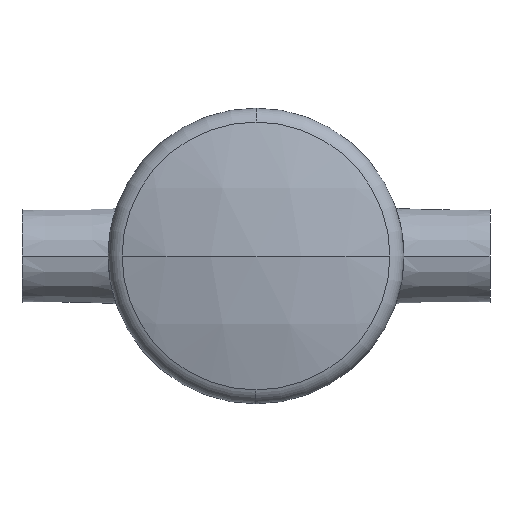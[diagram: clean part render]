
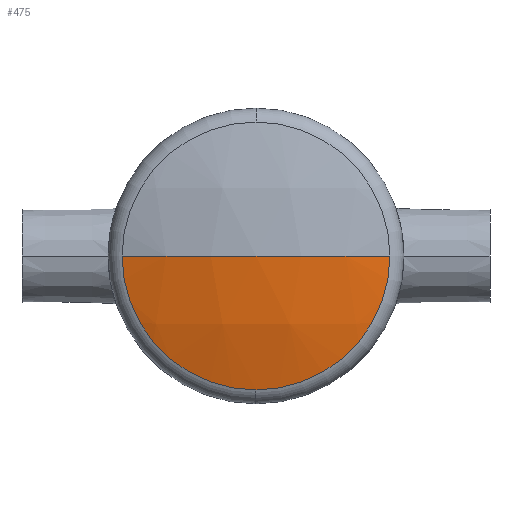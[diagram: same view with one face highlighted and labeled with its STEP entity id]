
A CAD part, left-side view. The second image highlights one B-rep face of the part: STEP entity #475.
In plain terms, the highlighted spherical face has radius 70 mm.
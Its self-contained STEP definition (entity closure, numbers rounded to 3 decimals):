
#27 = AXIS2_PLACEMENT_3D ( 'NONE', #41, #44, #765 ) ;
#33 = CARTESIAN_POINT ( 'NONE',  ( -40.379, -20.373, 0. ) ) ;
#36 = EDGE_CURVE ( 'NONE', #235, #189, #481, .T. ) ;
#41 = CARTESIAN_POINT ( 'NONE',  ( -40.379, 0., 0. ) ) ;
#44 = DIRECTION ( 'NONE',  ( -1., 0., 0. ) ) ;
#48 = ORIENTED_EDGE ( 'NONE', *, *, #600, .T. ) ;
#69 = CARTESIAN_POINT ( 'NONE',  ( 26.59, 0., 0. ) ) ;
#126 = CARTESIAN_POINT ( 'NONE',  ( -40.379, 0., 0. ) ) ;
#128 = AXIS2_PLACEMENT_3D ( 'NONE', #693, #546, #488 ) ;
#155 = CARTESIAN_POINT ( 'NONE',  ( -43.41, 0., 0. ) ) ;
#189 = VERTEX_POINT ( 'NONE', #155 ) ;
#235 = VERTEX_POINT ( 'NONE', #494 ) ;
#242 = DIRECTION ( 'NONE',  ( 0., 1., 0. ) ) ;
#266 = DIRECTION ( 'NONE',  ( 0., 0., 1. ) ) ;
#267 = ORIENTED_EDGE ( 'NONE', *, *, #36, .F. ) ;
#286 = CIRCLE ( 'NONE', #27, 20.373 ) ;
#292 = VERTEX_POINT ( 'NONE', #702 ) ;
#302 = ORIENTED_EDGE ( 'NONE', *, *, #613, .T. ) ;
#309 = ORIENTED_EDGE ( 'NONE', *, *, #555, .T. ) ;
#341 = EDGE_LOOP ( 'NONE', ( #48, #309, #302, #267 ) ) ;
#475 = ADVANCED_FACE ( 'NONE', ( #745 ), #611, .T. ) ;
#481 = CIRCLE ( 'NONE', #619, 70. ) ;
#488 = DIRECTION ( 'NONE',  ( 0., 1., 0. ) ) ;
#494 = CARTESIAN_POINT ( 'NONE',  ( -40.379, 20.373, 0. ) ) ;
#536 = DIRECTION ( 'NONE',  ( 0., 0., -1. ) ) ;
#546 = DIRECTION ( 'NONE',  ( 0., 0., -1. ) ) ;
#555 = EDGE_CURVE ( 'NONE', #292, #806, #286, .T. ) ;
#556 = CIRCLE ( 'NONE', #128, 70. ) ;
#600 = EDGE_CURVE ( 'NONE', #235, #292, #708, .T. ) ;
#611 = SPHERICAL_SURFACE ( 'NONE', #862, 70. ) ;
#613 = EDGE_CURVE ( 'NONE', #806, #189, #556, .T. ) ;
#619 = AXIS2_PLACEMENT_3D ( 'NONE', #69, #652, #916 ) ;
#652 = DIRECTION ( 'NONE',  ( 0., 0., 1. ) ) ;
#693 = CARTESIAN_POINT ( 'NONE',  ( 26.59, 0., 0. ) ) ;
#702 = CARTESIAN_POINT ( 'NONE',  ( -40.379, 0., -20.373 ) ) ;
#708 = CIRCLE ( 'NONE', #772, 20.373 ) ;
#745 = FACE_OUTER_BOUND ( 'NONE', #341, .T. ) ;
#762 = CARTESIAN_POINT ( 'NONE',  ( 26.59, 0., 0. ) ) ;
#765 = DIRECTION ( 'NONE',  ( 0., 0., 1. ) ) ;
#772 = AXIS2_PLACEMENT_3D ( 'NONE', #126, #843, #266 ) ;
#806 = VERTEX_POINT ( 'NONE', #33 ) ;
#843 = DIRECTION ( 'NONE',  ( -1., 0., 0. ) ) ;
#862 = AXIS2_PLACEMENT_3D ( 'NONE', #762, #536, #242 ) ;
#916 = DIRECTION ( 'NONE',  ( 1., 0., 0. ) ) ;
